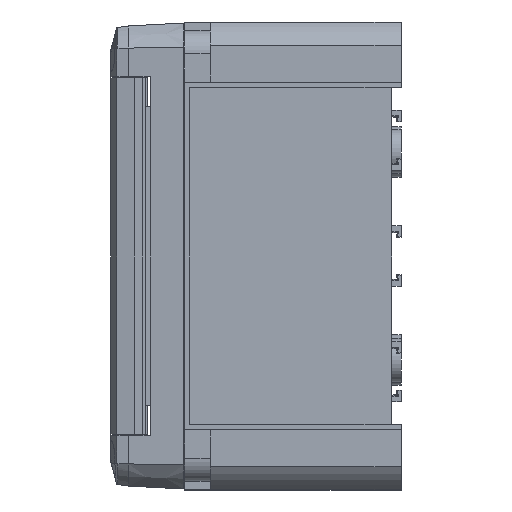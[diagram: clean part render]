
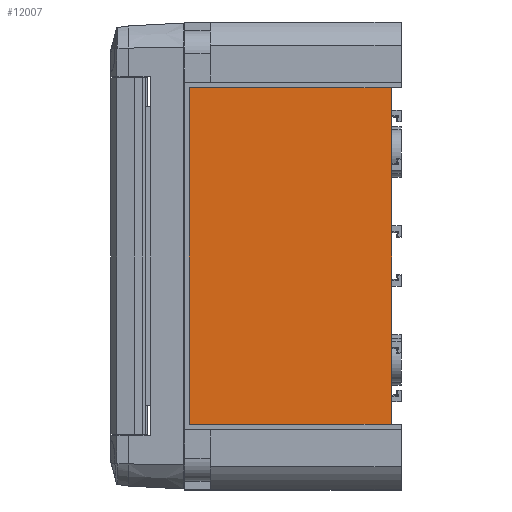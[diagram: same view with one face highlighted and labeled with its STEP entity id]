
A CAD part, left-side view. The second image highlights one B-rep face of the part: STEP entity #12007.
In plain terms, the highlighted planar face has unit normal (-1, 0, 0).
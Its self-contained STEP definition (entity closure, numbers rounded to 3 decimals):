
#58 = VERTEX_POINT ( 'NONE', #24699 ) ;
#474 = ORIENTED_EDGE ( 'NONE', *, *, #18919, .T. ) ;
#2015 = LINE ( 'NONE', #7908, #16403 ) ;
#2449 = CARTESIAN_POINT ( 'NONE',  ( -140.801, 87.5, -72.8 ) ) ;
#4553 = CARTESIAN_POINT ( 'NONE',  ( -140.801, 0., -72.8 ) ) ;
#4657 = DIRECTION ( 'NONE',  ( -1., 0., 0. ) ) ;
#5755 = CARTESIAN_POINT ( 'NONE',  ( -140.801, 87.5, -72.8 ) ) ;
#6021 = EDGE_LOOP ( 'NONE', ( #19170, #18674, #18998, #474 ) ) ;
#6302 = EDGE_CURVE ( 'NONE', #8998, #18701, #7544, .T. ) ;
#6417 = DIRECTION ( 'NONE',  ( 0., 0., 1. ) ) ;
#7544 = LINE ( 'NONE', #23337, #11444 ) ;
#7908 = CARTESIAN_POINT ( 'NONE',  ( -140.801, 87.5, 72.8 ) ) ;
#8998 = VERTEX_POINT ( 'NONE', #5755 ) ;
#9387 = CARTESIAN_POINT ( 'NONE',  ( -140.801, 0., 72.8 ) ) ;
#9838 = DIRECTION ( 'NONE',  ( 0., 1., 0. ) ) ;
#10183 = VECTOR ( 'NONE', #6417, 1000. ) ;
#11444 = VECTOR ( 'NONE', #15917, 1000. ) ;
#11944 = LINE ( 'NONE', #2449, #23726 ) ;
#12007 = ADVANCED_FACE ( 'NONE', ( #18162 ), #19961, .T. ) ;
#13371 = LINE ( 'NONE', #21209, #10183 ) ;
#14417 = CARTESIAN_POINT ( 'NONE',  ( -140.801, 0., 0. ) ) ;
#15917 = DIRECTION ( 'NONE',  ( 0., -1., 0. ) ) ;
#16186 = VERTEX_POINT ( 'NONE', #9387 ) ;
#16403 = VECTOR ( 'NONE', #9838, 1000. ) ;
#17322 = EDGE_CURVE ( 'NONE', #18701, #16186, #13371, .T. ) ;
#18037 = DIRECTION ( 'NONE',  ( 0., 0., 1. ) ) ;
#18114 = DIRECTION ( 'NONE',  ( 0., 0., -1. ) ) ;
#18162 = FACE_OUTER_BOUND ( 'NONE', #6021, .T. ) ;
#18674 = ORIENTED_EDGE ( 'NONE', *, *, #17322, .T. ) ;
#18701 = VERTEX_POINT ( 'NONE', #4553 ) ;
#18919 = EDGE_CURVE ( 'NONE', #58, #8998, #11944, .T. ) ;
#18998 = ORIENTED_EDGE ( 'NONE', *, *, #19553, .T. ) ;
#19170 = ORIENTED_EDGE ( 'NONE', *, *, #6302, .T. ) ;
#19541 = AXIS2_PLACEMENT_3D ( 'NONE', #14417, #4657, #18037 ) ;
#19553 = EDGE_CURVE ( 'NONE', #16186, #58, #2015, .T. ) ;
#19961 = PLANE ( 'NONE',  #19541 ) ;
#21209 = CARTESIAN_POINT ( 'NONE',  ( -140.801, 0., 0. ) ) ;
#23337 = CARTESIAN_POINT ( 'NONE',  ( -140.801, 87.5, -72.8 ) ) ;
#23726 = VECTOR ( 'NONE', #18114, 1000. ) ;
#24699 = CARTESIAN_POINT ( 'NONE',  ( -140.801, 87.5, 72.8 ) ) ;
